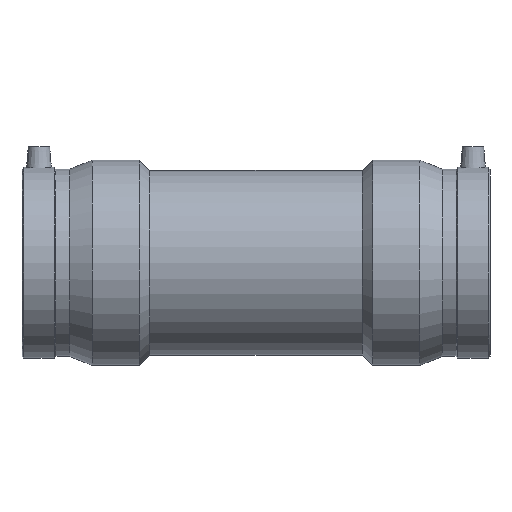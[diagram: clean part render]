
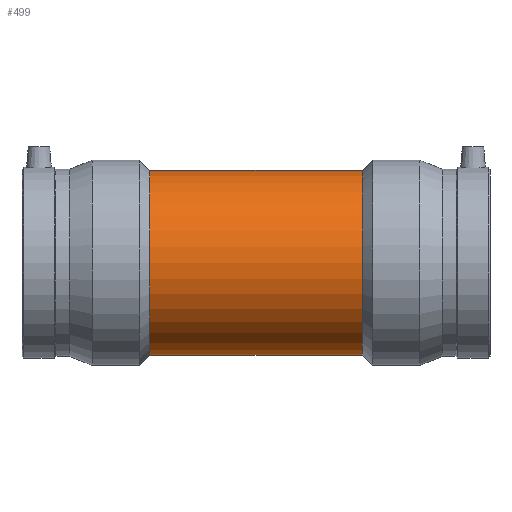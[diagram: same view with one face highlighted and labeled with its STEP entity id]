
A CAD part, top view. The second image highlights one B-rep face of the part: STEP entity #499.
In plain terms, the highlighted cylindrical face has radius 64.35 mm (diameter 128.7 mm), a full revolution.
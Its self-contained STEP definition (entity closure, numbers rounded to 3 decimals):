
#30=B_SPLINE_CURVE_WITH_KNOTS('',3,(#865,#866,#867,#868,#869,#870,#871,
#872,#873,#874,#875,#876,#877,#878,#879,#880,#881,#882,#883,#884,#885,#886,
#887,#888,#889,#890,#891,#892,#893,#894,#895,#896,#897,#898,#899,#900,#901,
#902,#903,#904,#905,#906,#907,#908,#909,#910,#911,#912,#913,#914,#915,#916,
#917,#918,#919,#920,#921,#922,#923,#924,#925,#926,#927,#928,#929,#930),
 .UNSPECIFIED.,.T.,.F.,(4,2,2,2,2,2,2,2,2,2,2,2,2,2,2,2,2,2,2,2,2,2,2,2,
2,2,2,2,2,2,2,2,4),(0.,0.638,1.275,1.913,
2.55,3.186,3.821,4.457,5.092,
5.728,6.363,6.999,7.634,8.272,
8.909,9.547,10.184,10.822,11.459,
12.097,12.734,13.37,14.006,14.641,
15.277,15.912,16.548,17.183,17.819,
18.456,19.094,19.731,20.369),
 .UNSPECIFIED.);
#69=FACE_BOUND('',#187,.T.);
#70=FACE_BOUND('',#188,.T.);
#117=FACE_OUTER_BOUND('',#186,.T.);
#186=EDGE_LOOP('',(#412));
#187=EDGE_LOOP('',(#413));
#188=EDGE_LOOP('',(#414));
#251=CIRCLE('',#568,64.35);
#252=CIRCLE('',#570,64.35);
#276=VERTEX_POINT('',#864);
#297=VERTEX_POINT('',#1058);
#298=VERTEX_POINT('',#1061);
#322=EDGE_CURVE('',#276,#276,#30,.T.);
#343=EDGE_CURVE('',#297,#297,#251,.T.);
#344=EDGE_CURVE('',#298,#298,#252,.T.);
#412=ORIENTED_EDGE('',*,*,#343,.T.);
#413=ORIENTED_EDGE('',*,*,#322,.T.);
#414=ORIENTED_EDGE('',*,*,#344,.F.);
#465=CYLINDRICAL_SURFACE('',#569,64.35);
#499=ADVANCED_FACE('',(#117,#69,#70),#465,.T.);
#568=AXIS2_PLACEMENT_3D('',#1059,#704,#705);
#569=AXIS2_PLACEMENT_3D('',#1060,#706,#707);
#570=AXIS2_PLACEMENT_3D('',#1062,#708,#709);
#704=DIRECTION('center_axis',(1.,0.,0.));
#705=DIRECTION('ref_axis',(0.,0.,-1.));
#706=DIRECTION('center_axis',(1.,0.,0.));
#707=DIRECTION('ref_axis',(0.,1.,0.));
#708=DIRECTION('center_axis',(1.,0.,0.));
#709=DIRECTION('ref_axis',(0.,0.,-1.));
#864=CARTESIAN_POINT('',(0.,-33.075,-55.199));
#865=CARTESIAN_POINT('Ctrl Pts',(0.,-33.075,-55.199));
#866=CARTESIAN_POINT('Ctrl Pts',(2.125,-33.075,-55.199));
#867=CARTESIAN_POINT('Ctrl Pts',(4.306,-32.867,-55.326));
#868=CARTESIAN_POINT('Ctrl Pts',(8.613,-32.009,-55.826));
#869=CARTESIAN_POINT('Ctrl Pts',(10.74,-31.36,-56.2));
#870=CARTESIAN_POINT('Ctrl Pts',(14.798,-29.662,-57.114));
#871=CARTESIAN_POINT('Ctrl Pts',(16.732,-28.612,-57.655));
#872=CARTESIAN_POINT('Ctrl Pts',(20.303,-26.199,-58.79));
#873=CARTESIAN_POINT('Ctrl Pts',(21.939,-24.836,-59.384));
#874=CARTESIAN_POINT('Ctrl Pts',(24.832,-21.944,-60.513));
#875=CARTESIAN_POINT('Ctrl Pts',(26.194,-20.31,-61.089));
#876=CARTESIAN_POINT('Ctrl Pts',(28.608,-16.738,-62.163));
#877=CARTESIAN_POINT('Ctrl Pts',(29.661,-14.8,-62.659));
#878=CARTESIAN_POINT('Ctrl Pts',(31.362,-10.736,-63.482));
#879=CARTESIAN_POINT('Ctrl Pts',(32.011,-8.606,-63.809));
#880=CARTESIAN_POINT('Ctrl Pts',(32.868,-4.297,-64.243));
#881=CARTESIAN_POINT('Ctrl Pts',(33.075,-2.118,-64.35));
#882=CARTESIAN_POINT('Ctrl Pts',(33.075,2.118,-64.35));
#883=CARTESIAN_POINT('Ctrl Pts',(32.868,4.297,-64.243));
#884=CARTESIAN_POINT('Ctrl Pts',(32.011,8.606,-63.809));
#885=CARTESIAN_POINT('Ctrl Pts',(31.362,10.736,-63.482));
#886=CARTESIAN_POINT('Ctrl Pts',(29.661,14.8,-62.659));
#887=CARTESIAN_POINT('Ctrl Pts',(28.608,16.738,-62.163));
#888=CARTESIAN_POINT('Ctrl Pts',(26.194,20.31,-61.089));
#889=CARTESIAN_POINT('Ctrl Pts',(24.832,21.944,-60.513));
#890=CARTESIAN_POINT('Ctrl Pts',(21.939,24.836,-59.384));
#891=CARTESIAN_POINT('Ctrl Pts',(20.303,26.199,-58.79));
#892=CARTESIAN_POINT('Ctrl Pts',(16.732,28.612,-57.655));
#893=CARTESIAN_POINT('Ctrl Pts',(14.798,29.662,-57.114));
#894=CARTESIAN_POINT('Ctrl Pts',(10.74,31.36,-56.2));
#895=CARTESIAN_POINT('Ctrl Pts',(8.613,32.009,-55.826));
#896=CARTESIAN_POINT('Ctrl Pts',(4.306,32.867,-55.326));
#897=CARTESIAN_POINT('Ctrl Pts',(2.125,33.075,-55.199));
#898=CARTESIAN_POINT('Ctrl Pts',(-2.125,33.075,-55.199));
#899=CARTESIAN_POINT('Ctrl Pts',(-4.306,32.867,-55.326));
#900=CARTESIAN_POINT('Ctrl Pts',(-8.613,32.009,-55.826));
#901=CARTESIAN_POINT('Ctrl Pts',(-10.74,31.36,-56.2));
#902=CARTESIAN_POINT('Ctrl Pts',(-14.798,29.662,-57.114));
#903=CARTESIAN_POINT('Ctrl Pts',(-16.732,28.612,-57.655));
#904=CARTESIAN_POINT('Ctrl Pts',(-20.303,26.199,-58.79));
#905=CARTESIAN_POINT('Ctrl Pts',(-21.939,24.836,-59.384));
#906=CARTESIAN_POINT('Ctrl Pts',(-24.832,21.944,-60.513));
#907=CARTESIAN_POINT('Ctrl Pts',(-26.194,20.31,-61.089));
#908=CARTESIAN_POINT('Ctrl Pts',(-28.608,16.738,-62.163));
#909=CARTESIAN_POINT('Ctrl Pts',(-29.661,14.8,-62.659));
#910=CARTESIAN_POINT('Ctrl Pts',(-31.362,10.736,-63.482));
#911=CARTESIAN_POINT('Ctrl Pts',(-32.011,8.606,-63.809));
#912=CARTESIAN_POINT('Ctrl Pts',(-32.868,4.297,-64.243));
#913=CARTESIAN_POINT('Ctrl Pts',(-33.075,2.118,-64.35));
#914=CARTESIAN_POINT('Ctrl Pts',(-33.075,-2.118,-64.35));
#915=CARTESIAN_POINT('Ctrl Pts',(-32.868,-4.297,-64.243));
#916=CARTESIAN_POINT('Ctrl Pts',(-32.011,-8.606,-63.809));
#917=CARTESIAN_POINT('Ctrl Pts',(-31.362,-10.736,-63.482));
#918=CARTESIAN_POINT('Ctrl Pts',(-29.661,-14.8,-62.659));
#919=CARTESIAN_POINT('Ctrl Pts',(-28.608,-16.738,-62.163));
#920=CARTESIAN_POINT('Ctrl Pts',(-26.194,-20.31,-61.089));
#921=CARTESIAN_POINT('Ctrl Pts',(-24.832,-21.944,-60.513));
#922=CARTESIAN_POINT('Ctrl Pts',(-21.939,-24.836,-59.384));
#923=CARTESIAN_POINT('Ctrl Pts',(-20.303,-26.199,-58.79));
#924=CARTESIAN_POINT('Ctrl Pts',(-16.732,-28.612,-57.655));
#925=CARTESIAN_POINT('Ctrl Pts',(-14.798,-29.662,-57.114));
#926=CARTESIAN_POINT('Ctrl Pts',(-10.74,-31.36,-56.2));
#927=CARTESIAN_POINT('Ctrl Pts',(-8.613,-32.009,-55.826));
#928=CARTESIAN_POINT('Ctrl Pts',(-4.306,-32.867,-55.326));
#929=CARTESIAN_POINT('Ctrl Pts',(-2.125,-33.075,-55.199));
#930=CARTESIAN_POINT('Ctrl Pts',(0.,-33.075,-55.199));
#1058=CARTESIAN_POINT('',(-74.165,64.35,0.));
#1059=CARTESIAN_POINT('Origin',(-74.165,0.,0.));
#1060=CARTESIAN_POINT('Origin',(0.,0.,0.));
#1061=CARTESIAN_POINT('',(74.165,64.35,0.));
#1062=CARTESIAN_POINT('Origin',(74.165,0.,0.));
